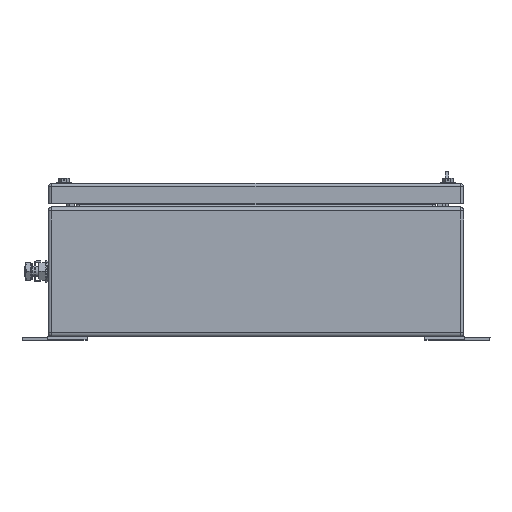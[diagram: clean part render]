
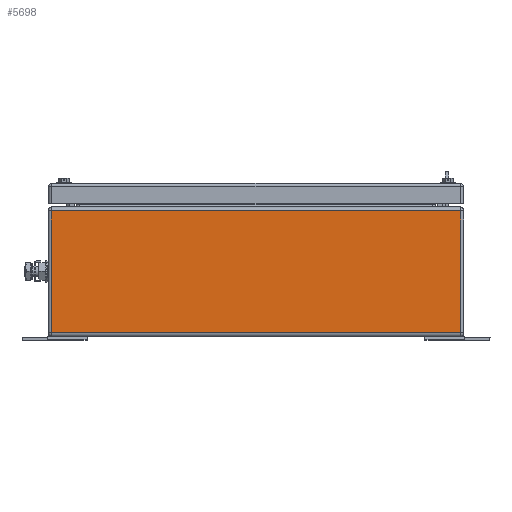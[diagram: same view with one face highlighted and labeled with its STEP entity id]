
A CAD part, front view. The second image highlights one B-rep face of the part: STEP entity #5698.
In plain terms, the highlighted planar face has unit normal (0, -1, 0).
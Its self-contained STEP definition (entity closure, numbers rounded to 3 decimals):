
#5671=AXIS2_PLACEMENT_3D('Plane Axis2P3D',#5668,#5669,#5670) ;
#5093=CARTESIAN_POINT('Vertex',(428.5,0.,126.5)) ;
#5106=CARTESIAN_POINT('Vertex',(28.5,0.,126.5)) ;
#5109=CARTESIAN_POINT('Line Origine',(228.5,0.,126.5)) ;
#5668=CARTESIAN_POINT('Axis2P3D Location',(431.5,0.,130.5)) ;
#5673=CARTESIAN_POINT('Line Origine',(28.5,0.,67.)) ;
#5677=CARTESIAN_POINT('Vertex',(28.5,0.,7.5)) ;
#5680=CARTESIAN_POINT('Line Origine',(228.5,0.,7.5)) ;
#5684=CARTESIAN_POINT('Vertex',(428.5,0.,7.5)) ;
#5687=CARTESIAN_POINT('Line Origine',(428.5,0.,67.)) ;
#5110=DIRECTION('Vector Direction',(1.,0.,0.)) ;
#5669=DIRECTION('Axis2P3D Direction',(0.,1.,0.)) ;
#5670=DIRECTION('Axis2P3D XDirection',(-1.,0.,0.)) ;
#5674=DIRECTION('Vector Direction',(0.,0.,-1.)) ;
#5681=DIRECTION('Vector Direction',(1.,0.,0.)) ;
#5688=DIRECTION('Vector Direction',(0.,0.,1.)) ;
#5111=VECTOR('Line Direction',#5110,1.) ;
#5675=VECTOR('Line Direction',#5674,1.) ;
#5682=VECTOR('Line Direction',#5681,1.) ;
#5689=VECTOR('Line Direction',#5688,1.) ;
#5693=ORIENTED_EDGE('',*,*,#5679,.T.) ;
#5694=ORIENTED_EDGE('',*,*,#5686,.T.) ;
#5695=ORIENTED_EDGE('',*,*,#5691,.T.) ;
#5696=ORIENTED_EDGE('',*,*,#5113,.T.) ;
#5698=ADVANCED_FACE('Body',(#5697),#5672,.F.) ;
#5113=EDGE_CURVE('',#5094,#5107,#5112,.F.) ;
#5679=EDGE_CURVE('',#5107,#5678,#5676,.T.) ;
#5686=EDGE_CURVE('',#5678,#5685,#5683,.T.) ;
#5691=EDGE_CURVE('',#5685,#5094,#5690,.T.) ;
#5692=EDGE_LOOP('',(#5693,#5694,#5695,#5696)) ;
#5697=FACE_OUTER_BOUND('',#5692,.T.) ;
#5112=LINE('Line',#5109,#5111) ;
#5676=LINE('Line',#5673,#5675) ;
#5683=LINE('Line',#5680,#5682) ;
#5690=LINE('Line',#5687,#5689) ;
#5672=PLANE('',#5671) ;
#5094=VERTEX_POINT('',#5093) ;
#5107=VERTEX_POINT('',#5106) ;
#5678=VERTEX_POINT('',#5677) ;
#5685=VERTEX_POINT('',#5684) ;
